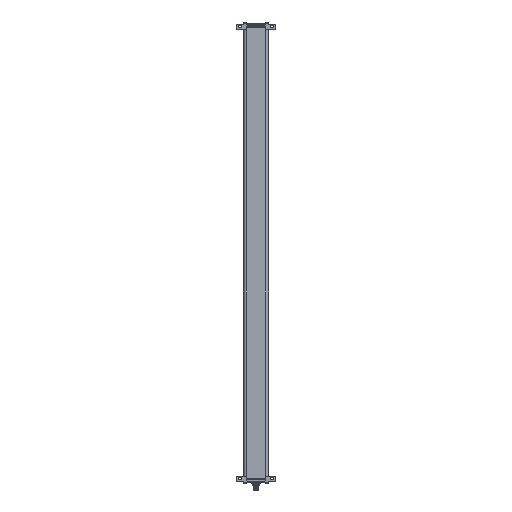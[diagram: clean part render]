
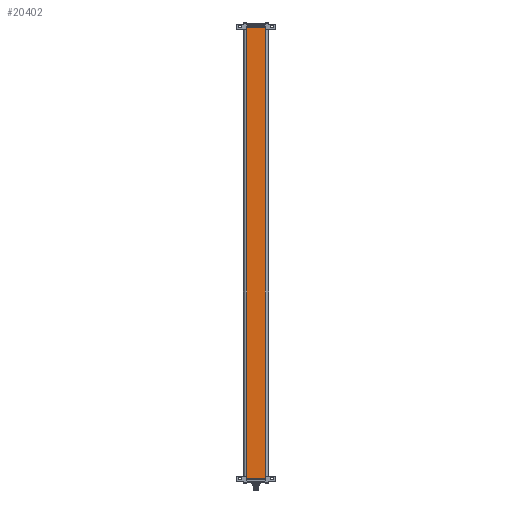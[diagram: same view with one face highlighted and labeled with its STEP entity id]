
A CAD part, front view. The second image highlights one B-rep face of the part: STEP entity #20402.
In plain terms, the highlighted planar face has unit normal (0, -1, 0).
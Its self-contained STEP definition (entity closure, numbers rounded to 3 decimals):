
#350 = ORIENTED_EDGE ( 'NONE', *, *, #18655, .T. ) ;
#935 = CARTESIAN_POINT ( 'NONE',  ( -33.937, -6.08, -595.557 ) ) ;
#1214 = FACE_OUTER_BOUND ( 'NONE', #19949, .T. ) ;
#1690 = LINE ( 'NONE', #8238, #10259 ) ;
#2391 = VERTEX_POINT ( 'NONE', #20045 ) ;
#2939 = ORIENTED_EDGE ( 'NONE', *, *, #19292, .F. ) ;
#3683 = LINE ( 'NONE', #3755, #8469 ) ;
#3755 = CARTESIAN_POINT ( 'NONE',  ( -33.937, -6.08, -596.557 ) ) ;
#3781 = DIRECTION ( 'NONE',  ( 0., 0., 1. ) ) ;
#4886 = AXIS2_PLACEMENT_3D ( 'NONE', #20868, #7078, #22307 ) ;
#5352 = VECTOR ( 'NONE', #7984, 1000. ) ;
#5741 = EDGE_CURVE ( 'Defeatured_0_53+Defeatured_0_181+Defeatured_0_180+Defeatured_0_182', #11865, #8777, #16862, .T. ) ;
#7078 = DIRECTION ( 'NONE',  ( 0., -1., 0. ) ) ;
#7292 = CARTESIAN_POINT ( 'NONE',  ( 6.063, -6.08, -596.557 ) ) ;
#7984 = DIRECTION ( 'NONE',  ( -1., 0., 0. ) ) ;
#8238 = CARTESIAN_POINT ( 'NONE',  ( -33.937, -6.08, 402.443 ) ) ;
#8387 = DIRECTION ( 'NONE',  ( 1., 0., 0. ) ) ;
#8469 = VECTOR ( 'NONE', #17531, 1000. ) ;
#8777 = VERTEX_POINT ( 'NONE', #11626 ) ;
#10259 = VECTOR ( 'NONE', #8387, 1000. ) ;
#10350 = PLANE ( 'NONE',  #4886 ) ;
#10377 = VERTEX_POINT ( 'NONE', #19600 ) ;
#11470 = EDGE_CURVE ( 'Defeatured_0_248+Defeatured_0_181+Defeatured_0_182+Defeatured_0_180', #10377, #2391, #1690, .T. ) ;
#11626 = CARTESIAN_POINT ( 'NONE',  ( -33.937, -6.08, -595.557 ) ) ;
#11865 = VERTEX_POINT ( 'NONE', #16431 ) ;
#15209 = VECTOR ( 'NONE', #3781, 1000. ) ;
#16431 = CARTESIAN_POINT ( 'NONE',  ( 6.063, -6.08, -595.557 ) ) ;
#16862 = LINE ( 'NONE', #935, #5352 ) ;
#17531 = DIRECTION ( 'NONE',  ( 0., 0., 1. ) ) ;
#18168 = LINE ( 'NONE', #7292, #15209 ) ;
#18655 = EDGE_CURVE ( 'Defeatured_0_181+Defeatured_0_180+Defeatured_0_53+Defeatured_0_248', #11865, #2391, #18168, .T. ) ;
#19292 = EDGE_CURVE ( 'Defeatured_0_182+Defeatured_0_181+Defeatured_0_53+Defeatured_0_248', #8777, #10377, #3683, .T. ) ;
#19585 = ORIENTED_EDGE ( 'NONE', *, *, #11470, .F. ) ;
#19600 = CARTESIAN_POINT ( 'NONE',  ( -33.937, -6.08, 402.443 ) ) ;
#19949 = EDGE_LOOP ( 'NONE', ( #19585, #2939, #20207, #350 ) ) ;
#20045 = CARTESIAN_POINT ( 'NONE',  ( 6.063, -6.08, 402.443 ) ) ;
#20207 = ORIENTED_EDGE ( 'NONE', *, *, #5741, .F. ) ;
#20402 = ADVANCED_FACE ( 'Defeatured_0_181', ( #1214 ), #10350, .T. ) ;
#20868 = CARTESIAN_POINT ( 'NONE',  ( -33.937, -6.08, -596.557 ) ) ;
#22307 = DIRECTION ( 'NONE',  ( 0., 0., -1. ) ) ;
